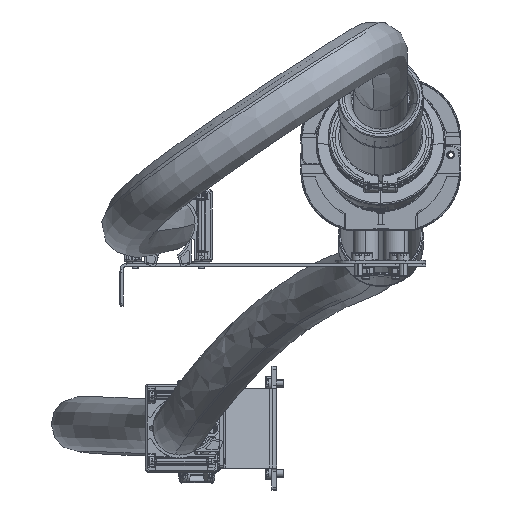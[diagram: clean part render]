
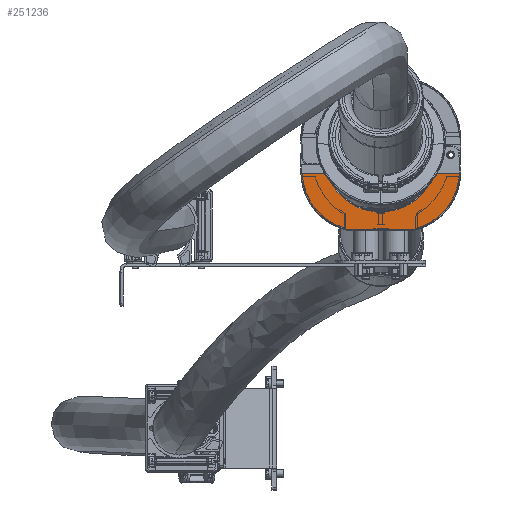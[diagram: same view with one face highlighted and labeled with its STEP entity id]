
A CAD part, left-side view. The second image highlights one B-rep face of the part: STEP entity #251236.
In plain terms, the highlighted planar face has unit normal (-1, 0, -0.018).
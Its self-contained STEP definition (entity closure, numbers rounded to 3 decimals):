
#4260 = CARTESIAN_POINT ( 'NONE',  ( 414., 0., 2225.16 ) ) ;
#5518 = CARTESIAN_POINT ( 'NONE',  ( 414.493, -78.322, 2196.941 ) ) ;
#17797 = AXIS2_PLACEMENT_3D ( 'NONE', #190672, #112788, #213185 ) ;
#19770 = VECTOR ( 'NONE', #29541, 1000. ) ;
#28752 = DIRECTION ( 'NONE',  ( 0., 1., 0. ) ) ;
#29332 = DIRECTION ( 'NONE',  ( 0., -1., 0. ) ) ;
#29541 = DIRECTION ( 'NONE',  ( 0., 1., 0. ) ) ;
#39536 = ORIENTED_EDGE ( 'NONE', *, *, #98121, .T. ) ;
#46037 = CARTESIAN_POINT ( 'NONE',  ( 414.981, -32.89, 2168.983 ) ) ;
#48135 = LINE ( 'NONE', #251350, #19770 ) ;
#56833 = EDGE_CURVE ( 'NONE', #182156, #129251, #60388, .T. ) ;
#59786 = CARTESIAN_POINT ( 'NONE',  ( 414.873, -60.421, 2175.138 ) ) ;
#60388 =( BOUNDED_CURVE ( )  B_SPLINE_CURVE ( 3, ( #244451, #59786, #5518, #223400 ),
 .UNSPECIFIED., .F., .F. ) 
 B_SPLINE_CURVE_WITH_KNOTS ( ( 4, 4 ),
 ( 0.22, 1.547 ),
 .UNSPECIFIED. ) 
 CURVE ( )  GEOMETRIC_REPRESENTATION_ITEM ( )  RATIONAL_B_SPLINE_CURVE ( ( 1., 0.859, 0.859, 1. ) ) 
 REPRESENTATION_ITEM ( '' )  );
#66245 = CARTESIAN_POINT ( 'NONE',  ( 414.981, 32.89, 2168.983 ) ) ;
#73269 = FACE_OUTER_BOUND ( 'NONE', #83384, .T. ) ;
#74441 = VERTEX_POINT ( 'NONE', #171674 ) ;
#75231 = VECTOR ( 'NONE', #28752, 1000. ) ;
#75935 = CARTESIAN_POINT ( 'NONE',  ( 414., 79., 2225.143 ) ) ;
#82203 = VECTOR ( 'NONE', #29332, 1000. ) ;
#82860 = ORIENTED_EDGE ( 'NONE', *, *, #244456, .T. ) ;
#83384 = EDGE_LOOP ( 'NONE', ( #95725, #119945, #39536, #231989, #224286, #82860 ) ) ;
#89139 = CARTESIAN_POINT ( 'NONE',  ( 414., -53.858, 2225.143 ) ) ;
#89176 = PLANE ( 'NONE',  #170796 ) ;
#89324 = VERTEX_POINT ( 'NONE', #66245 ) ;
#95725 = ORIENTED_EDGE ( 'NONE', *, *, #133789, .T. ) ;
#98121 = EDGE_CURVE ( 'NONE', #74441, #89324, #99615, .T. ) ;
#99615 =( BOUNDED_CURVE ( )  B_SPLINE_CURVE ( 3, ( #75935, #177547, #198640, #217188 ),
 .UNSPECIFIED., .F., .F. ) 
 B_SPLINE_CURVE_WITH_KNOTS ( ( 4, 4 ),
 ( 4.736, 6.063 ),
 .UNSPECIFIED. ) 
 CURVE ( )  GEOMETRIC_REPRESENTATION_ITEM ( )  RATIONAL_B_SPLINE_CURVE ( ( 1., 0.859, 0.859, 1. ) ) 
 REPRESENTATION_ITEM ( '' )  );
#106736 = CARTESIAN_POINT ( 'NONE',  ( 414., -79., 2225.143 ) ) ;
#108598 = LINE ( 'NONE', #112486, #82203 ) ;
#112486 = CARTESIAN_POINT ( 'NONE',  ( 414.981, -33., 2168.983 ) ) ;
#112788 = DIRECTION ( 'NONE',  ( 1., 0., 0.017 ) ) ;
#119945 = ORIENTED_EDGE ( 'NONE', *, *, #254397, .T. ) ;
#129165 = CARTESIAN_POINT ( 'NONE',  ( 414., 0., 2225.143 ) ) ;
#129251 = VERTEX_POINT ( 'NONE', #106736 ) ;
#131693 = CIRCLE ( 'NONE', #17797, 56.771 ) ;
#133789 = EDGE_CURVE ( 'NONE', #166034, #251952, #131693, .T. ) ;
#155471 = LINE ( 'NONE', #129165, #75231 ) ;
#164038 = DIRECTION ( 'NONE',  ( -1., 0., -0.017 ) ) ;
#166034 = VERTEX_POINT ( 'NONE', #89139 ) ;
#170796 = AXIS2_PLACEMENT_3D ( 'NONE', #4260, #164038, #185067 ) ;
#171674 = CARTESIAN_POINT ( 'NONE',  ( 414., 79., 2225.143 ) ) ;
#174032 = CARTESIAN_POINT ( 'NONE',  ( 414., 53.858, 2225.143 ) ) ;
#177547 = CARTESIAN_POINT ( 'NONE',  ( 414.493, 78.322, 2196.941 ) ) ;
#182156 = VERTEX_POINT ( 'NONE', #46037 ) ;
#185067 = DIRECTION ( 'NONE',  ( -0.017, 0., 1. ) ) ;
#190672 = CARTESIAN_POINT ( 'NONE',  ( 413.687, 0., 2243.093 ) ) ;
#198640 = CARTESIAN_POINT ( 'NONE',  ( 414.873, 60.421, 2175.138 ) ) ;
#211525 = EDGE_CURVE ( 'NONE', #89324, #182156, #108598, .T. ) ;
#213185 = DIRECTION ( 'NONE',  ( -0.017, 0., 1. ) ) ;
#217188 = CARTESIAN_POINT ( 'NONE',  ( 414.981, 32.89, 2168.983 ) ) ;
#223400 = CARTESIAN_POINT ( 'NONE',  ( 414., -79., 2225.143 ) ) ;
#224286 = ORIENTED_EDGE ( 'NONE', *, *, #56833, .T. ) ;
#231989 = ORIENTED_EDGE ( 'NONE', *, *, #211525, .T. ) ;
#244451 = CARTESIAN_POINT ( 'NONE',  ( 414.981, -32.89, 2168.983 ) ) ;
#244456 = EDGE_CURVE ( 'NONE', #129251, #166034, #48135, .T. ) ;
#251236 = ADVANCED_FACE ( 'NONE', ( #73269 ), #89176, .T. ) ;
#251350 = CARTESIAN_POINT ( 'NONE',  ( 414., 0., 2225.143 ) ) ;
#251952 = VERTEX_POINT ( 'NONE', #174032 ) ;
#254397 = EDGE_CURVE ( 'NONE', #251952, #74441, #155471, .T. ) ;
